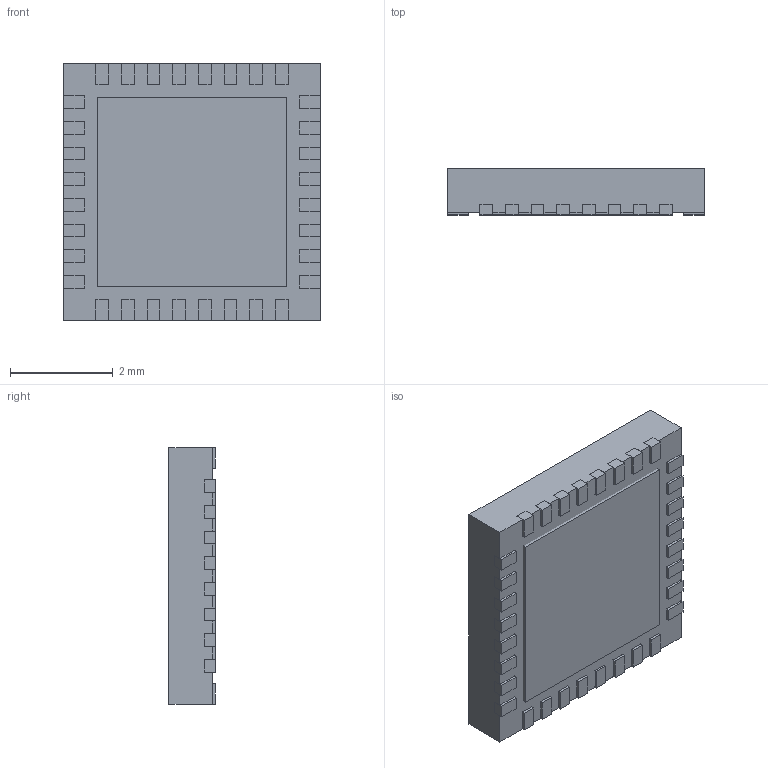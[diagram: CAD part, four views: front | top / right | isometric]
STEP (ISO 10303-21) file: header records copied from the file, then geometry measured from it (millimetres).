
FILE_DESCRIPTION (( 'STEP AP214' ), '1' );
FILE_NAME ('qfn32.STEP', '2024-07-13T15:52:54', ( '' ), ( '' ), 'SwSTEP 2.0', 'SolidWorks 2023', '' );
FILE_SCHEMA (( 'AUTOMOTIVE_DESIGN' ));
Length unit declared in the file: millimetre
Products named in the file (1): qfn32
Bounding box: 5 x 0.9 x 5 mm (x, y, z)
Surface area: 121.4 mm2
Topology: 49 solids, 49 shells, 780 faces, 1992 edges, 1328 vertices
Faces by surface type: plane 570, bspline 210
Entity records: 34859 total; most frequent: CARTESIAN_POINT 16887, ORIENTED_EDGE 3984, DIRECTION 2714, EDGE_CURVE 1992, LINE 1572, VECTOR 1572, VERTEX_POINT 1328, EDGE_LOOP 804
